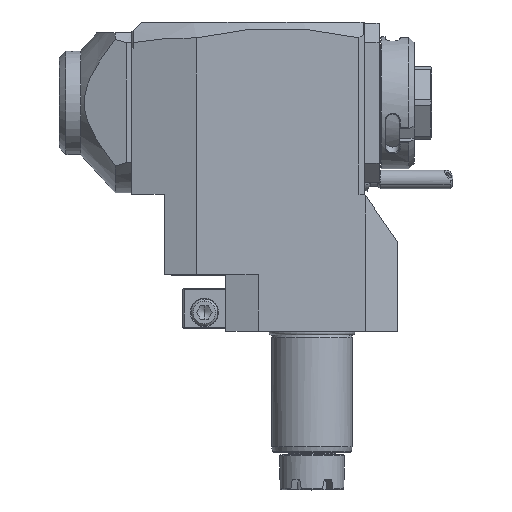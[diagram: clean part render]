
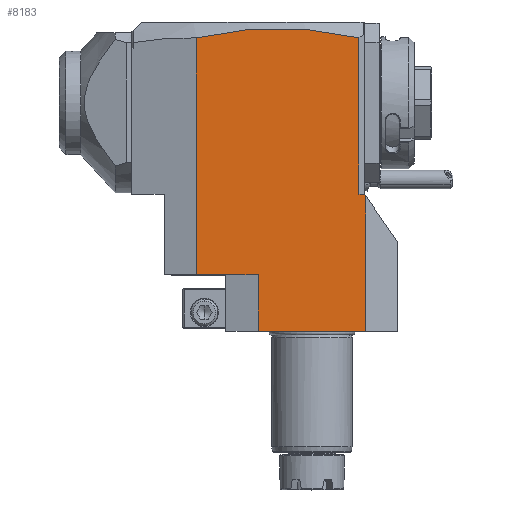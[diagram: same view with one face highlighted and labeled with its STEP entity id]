
A CAD part, top view. The second image highlights one B-rep face of the part: STEP entity #8183.
In plain terms, the highlighted planar face has unit normal (0, 0, 1).
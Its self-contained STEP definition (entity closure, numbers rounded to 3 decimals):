
#21=DIRECTION('',(0.,-1.,0.));
#22=VECTOR('',#21,88.092);
#23=CARTESIAN_POINT('',(-20.,58.092,32.));
#24=LINE('',#23,#22);
#39=CARTESIAN_POINT('',(40.5,58.133,32.));
#40=CARTESIAN_POINT('',(35.458,59.345,32.));
#41=CARTESIAN_POINT('',(25.373,61.145,32.));
#42=CARTESIAN_POINT('',(10.247,62.032,32.));
#43=CARTESIAN_POINT('',(-4.877,61.124,32.));
#44=CARTESIAN_POINT('',(-14.959,59.311,32.));
#45=CARTESIAN_POINT('',(-20.,58.092,32.));
#47=DIRECTION('',(-0.574,0.819,0.));
#48=VECTOR('',#47,0.872);
#49=CARTESIAN_POINT('',(43.,-0.714,32.));
#50=LINE('',#49,#48);
#51=DIRECTION('',(0.,1.,0.));
#52=VECTOR('',#51,50.286);
#53=CARTESIAN_POINT('',(43.,-51.,32.));
#54=LINE('',#53,#52);
#127=DIRECTION('',(1.,0.,0.));
#128=VECTOR('',#127,23.);
#129=CARTESIAN_POINT('',(-20.,-30.,32.));
#130=LINE('',#129,#128);
#904=DIRECTION('',(0.,1.,0.));
#905=VECTOR('',#904,58.133);
#906=CARTESIAN_POINT('',(40.5,0.,32.));
#907=LINE('',#906,#905);
#917=DIRECTION('',(-1.,0.,0.));
#918=VECTOR('',#917,2.);
#919=CARTESIAN_POINT('',(42.5,0.,32.));
#920=LINE('',#919,#918);
#3398=DIRECTION('',(0.,-1.,0.));
#3399=VECTOR('',#3398,21.);
#3400=CARTESIAN_POINT('',(3.,-30.,32.));
#3401=LINE('',#3400,#3399);
#3422=DIRECTION('',(-1.,0.,0.));
#3423=VECTOR('',#3422,40.);
#3424=CARTESIAN_POINT('',(43.,-51.,32.));
#3425=LINE('',#3424,#3423);
#7029=VERTEX_POINT('',#39);
#7030=VERTEX_POINT('',#45);
#7838=CARTESIAN_POINT('',(43.,-51.,32.));
#7839=VERTEX_POINT('',#7838);
#7840=CARTESIAN_POINT('',(3.,-51.,32.));
#7841=VERTEX_POINT('',#7840);
#7882=CARTESIAN_POINT('',(-20.,-30.,32.));
#7884=VERTEX_POINT('',#7882);
#7890=CARTESIAN_POINT('',(43.,-0.714,32.));
#7891=CARTESIAN_POINT('',(42.5,0.,32.));
#7892=VERTEX_POINT('',#7890);
#7893=VERTEX_POINT('',#7891);
#8026=CARTESIAN_POINT('',(40.5,0.,32.));
#8027=VERTEX_POINT('',#8026);
#8100=CARTESIAN_POINT('',(3.,-30.,32.));
#8101=VERTEX_POINT('',#8100);
#8159=CARTESIAN_POINT('',(-44.,0.,32.));
#8160=DIRECTION('',(0.,0.,1.));
#8161=DIRECTION('',(1.,0.,0.));
#8162=AXIS2_PLACEMENT_3D('',#8159,#8160,#8161);
#8163=PLANE('',#8162);
#8165=ORIENTED_EDGE('',*,*,#8164,.F.);
#8167=ORIENTED_EDGE('',*,*,#8166,.T.);
#8169=ORIENTED_EDGE('',*,*,#8168,.F.);
#8171=ORIENTED_EDGE('',*,*,#8170,.F.);
#8172=ORIENTED_EDGE('',*,*,#8142,.F.);
#8174=ORIENTED_EDGE('',*,*,#8173,.F.);
#8176=ORIENTED_EDGE('',*,*,#8175,.F.);
#8178=ORIENTED_EDGE('',*,*,#8177,.F.);
#8180=ORIENTED_EDGE('',*,*,#8179,.F.);
#8181=EDGE_LOOP('',(#8165,#8167,#8169,#8171,#8172,#8174,#8176,#8178,#8180));
#8182=FACE_OUTER_BOUND('',#8181,.F.);
#46=B_SPLINE_CURVE_WITH_KNOTS('',3,(#39,#40,#41,#42,#43,#44,#45),.UNSPECIFIED.,
.F.,.F.,(4,1,1,1,4),(0.,0.25,0.5,0.75,1.),.UNSPECIFIED.);
#8142=EDGE_CURVE('',#7030,#7884,#24,.T.);
#8164=EDGE_CURVE('',#7839,#7892,#54,.T.);
#8166=EDGE_CURVE('',#7839,#7841,#3425,.T.);
#8168=EDGE_CURVE('',#8101,#7841,#3401,.T.);
#8170=EDGE_CURVE('',#7884,#8101,#130,.T.);
#8173=EDGE_CURVE('',#7029,#7030,#46,.T.);
#8175=EDGE_CURVE('',#8027,#7029,#907,.T.);
#8177=EDGE_CURVE('',#7893,#8027,#920,.T.);
#8179=EDGE_CURVE('',#7892,#7893,#50,.T.);
#8183=ADVANCED_FACE('',(#8182),#8163,.T.);
